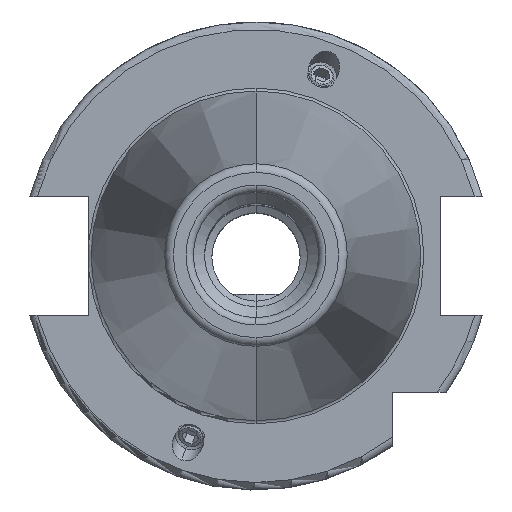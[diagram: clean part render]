
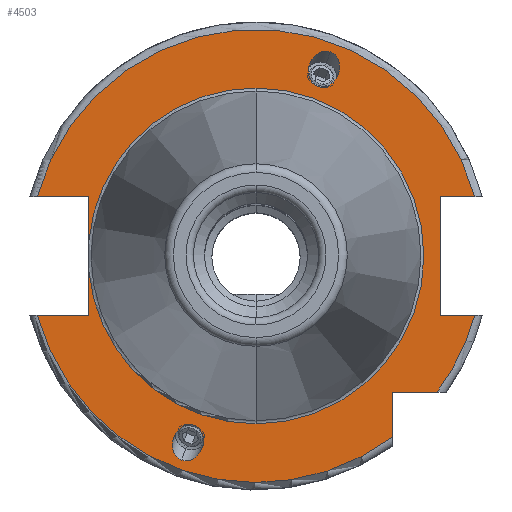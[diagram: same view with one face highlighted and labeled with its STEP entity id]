
A CAD part, top view. The second image highlights one B-rep face of the part: STEP entity #4503.
In plain terms, the highlighted planar face has unit normal (0, 0, 1).
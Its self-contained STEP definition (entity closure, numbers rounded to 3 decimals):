
#1309=CARTESIAN_POINT('',(0,0,15.9));
#1310=DIRECTION('',(0,0,1));
#1311=DIRECTION('',(0.965,0.262,0));
#1312=AXIS2_PLACEMENT_3D('',#1309,#1310,#1311);
#1360=CARTESIAN_POINT('',(0,0,15.9));
#1361=DIRECTION('',(0,0,1));
#1362=DIRECTION('',(-0.965,-0.262,0));
#1363=AXIS2_PLACEMENT_3D('',#1360,#1361,#1362);
#1376=DIRECTION('',(1,0,0));
#1377=VECTOR('',#1376,7.004);
#1378=CARTESIAN_POINT('',(-29.704,-8.05,15.9));
#1379=LINE('',#1378,#1377);
#1380=DIRECTION('',(0,1,0));
#1381=VECTOR('',#1380,5.917);
#1382=CARTESIAN_POINT('',(-22.7,-8.05,15.9));
#1383=LINE('',#1382,#1381);
#1384=DIRECTION('',(0,1,0));
#1385=VECTOR('',#1384,5.917);
#1386=CARTESIAN_POINT('',(-22.7,2.133,15.9));
#1387=LINE('',#1386,#1385);
#1388=DIRECTION('',(1,0,0));
#1389=VECTOR('',#1388,7.004);
#1390=CARTESIAN_POINT('',(-29.704,8.05,15.9));
#1391=LINE('',#1390,#1389);
#1392=DIRECTION('',(-1,0,0));
#1393=VECTOR('',#1392,4.704);
#1394=CARTESIAN_POINT('',(29.704,8.05,15.9));
#1395=LINE('',#1394,#1393);
#1396=DIRECTION('',(0,-1,0));
#1397=VECTOR('',#1396,16.1);
#1398=CARTESIAN_POINT('',(25,8.05,15.9));
#1399=LINE('',#1398,#1397);
#1400=DIRECTION('',(-1,0,0));
#1401=VECTOR('',#1400,4.704);
#1402=CARTESIAN_POINT('',(29.704,-8.05,15.9));
#1403=LINE('',#1402,#1401);
#1404=CARTESIAN_POINT('',(0,0,15.9));
#1405=DIRECTION('',(0,0,1));
#1406=DIRECTION('',(0.799,-0.601,0));
#1407=AXIS2_PLACEMENT_3D('',#1404,#1405,#1406);
#1409=DIRECTION('',(-1,0,0));
#1410=VECTOR('',#1409,6.094);
#1411=CARTESIAN_POINT('',(24.594,-18.5,15.9));
#1412=LINE('',#1411,#1410);
#1413=DIRECTION('',(0,1,0));
#1414=VECTOR('',#1413,6.094);
#1415=CARTESIAN_POINT('',(18.5,-24.594,15.9));
#1416=LINE('',#1415,#1414);
#1417=CARTESIAN_POINT('',(10.09,27.723,15.9));
#1418=CARTESIAN_POINT('',(9.863,27.806,15.9));
#1419=CARTESIAN_POINT('',(9.337,27.884,15.9));
#1420=CARTESIAN_POINT('',(8.455,27.594,15.9));
#1421=CARTESIAN_POINT('',(7.834,27.033,15.9));
#1422=CARTESIAN_POINT('',(7.483,26.49,15.9));
#1423=CARTESIAN_POINT('',(7.298,26.077,15.9));
#1424=CARTESIAN_POINT('',(7.174,25.641,15.9));
#1425=CARTESIAN_POINT('',(7.094,25.,15.9));
#1426=CARTESIAN_POINT('',(7.208,24.17,15.9));
#1427=CARTESIAN_POINT('',(7.698,23.381,15.9));
#1428=CARTESIAN_POINT('',(8.152,23.103,15.9));
#1429=CARTESIAN_POINT('',(8.379,23.02,15.9));
#1431=CARTESIAN_POINT('',(8.379,23.02,15.9));
#1432=CARTESIAN_POINT('',(8.606,22.937,15.9));
#1433=CARTESIAN_POINT('',(9.133,22.859,15.9));
#1434=CARTESIAN_POINT('',(10.014,23.149,15.9));
#1435=CARTESIAN_POINT('',(10.635,23.711,15.9));
#1436=CARTESIAN_POINT('',(10.986,24.253,15.9));
#1437=CARTESIAN_POINT('',(11.171,24.667,15.9));
#1438=CARTESIAN_POINT('',(11.295,25.103,15.9));
#1439=CARTESIAN_POINT('',(11.375,25.744,15.9));
#1440=CARTESIAN_POINT('',(11.261,26.573,15.9));
#1441=CARTESIAN_POINT('',(10.771,27.362,15.9));
#1442=CARTESIAN_POINT('',(10.318,27.641,15.9));
#1443=CARTESIAN_POINT('',(10.09,27.723,15.9));
#1445=CARTESIAN_POINT('',(-10.09,-27.723,15.9));
#1446=CARTESIAN_POINT('',(-10.318,-27.641,15.9));
#1447=CARTESIAN_POINT('',(-10.771,-27.362,15.9));
#1448=CARTESIAN_POINT('',(-11.261,-26.573,15.9));
#1449=CARTESIAN_POINT('',(-11.375,-25.744,15.9));
#1450=CARTESIAN_POINT('',(-11.295,-25.103,15.9));
#1451=CARTESIAN_POINT('',(-11.171,-24.667,15.9));
#1452=CARTESIAN_POINT('',(-10.986,-24.253,15.9));
#1453=CARTESIAN_POINT('',(-10.635,-23.711,15.9));
#1454=CARTESIAN_POINT('',(-10.014,-23.149,15.9));
#1455=CARTESIAN_POINT('',(-9.133,-22.859,15.9));
#1456=CARTESIAN_POINT('',(-8.606,-22.937,15.9));
#1457=CARTESIAN_POINT('',(-8.379,-23.02,15.9));
#1459=CARTESIAN_POINT('',(-8.379,-23.02,15.9));
#1460=CARTESIAN_POINT('',(-8.152,-23.103,15.9));
#1461=CARTESIAN_POINT('',(-7.698,-23.381,15.9));
#1462=CARTESIAN_POINT('',(-7.208,-24.17,15.9));
#1463=CARTESIAN_POINT('',(-7.094,-25.,15.9));
#1464=CARTESIAN_POINT('',(-7.174,-25.641,15.9));
#1465=CARTESIAN_POINT('',(-7.298,-26.077,15.9));
#1466=CARTESIAN_POINT('',(-7.483,-26.49,15.9));
#1467=CARTESIAN_POINT('',(-7.834,-27.033,15.9));
#1468=CARTESIAN_POINT('',(-8.455,-27.594,15.9));
#1469=CARTESIAN_POINT('',(-9.337,-27.884,15.9));
#1470=CARTESIAN_POINT('',(-9.863,-27.806,15.9));
#1471=CARTESIAN_POINT('',(-10.09,-27.723,15.9));
#1483=CARTESIAN_POINT('',(0,0,15.9));
#1484=DIRECTION('',(0,0,1));
#1485=DIRECTION('',(0,1,0));
#1486=AXIS2_PLACEMENT_3D('',#1483,#1484,#1485);
#1498=CARTESIAN_POINT('',(0,0,15.9));
#1499=DIRECTION('',(0,0,1));
#1500=DIRECTION('',(-0.996,-0.094,0));
#1501=AXIS2_PLACEMENT_3D('',#1498,#1499,#1500);
#1503=CARTESIAN_POINT('',(0,0,15.9));
#1504=DIRECTION('',(0,0,-1));
#1505=DIRECTION('',(0,1,0));
#1506=AXIS2_PLACEMENT_3D('',#1503,#1504,#1505);
#2776=CARTESIAN_POINT('',(0,22.8,15.9));
#2778=VERTEX_POINT('',#2776);
#2798=CARTESIAN_POINT('',(0,-22.8,15.9));
#2800=VERTEX_POINT('',#2798);
#2946=CARTESIAN_POINT('',(-29.704,-8.05,15.9));
#2947=CARTESIAN_POINT('',(-22.7,-8.05,15.9));
#2948=VERTEX_POINT('',#2946);
#2949=VERTEX_POINT('',#2947);
#2950=CARTESIAN_POINT('',(-22.7,-2.133,15.9));
#2951=VERTEX_POINT('',#2950);
#2952=CARTESIAN_POINT('',(-22.7,2.133,15.9));
#2953=CARTESIAN_POINT('',(-22.7,8.05,15.9));
#2954=VERTEX_POINT('',#2952);
#2955=VERTEX_POINT('',#2953);
#2956=CARTESIAN_POINT('',(-29.704,8.05,15.9));
#2957=VERTEX_POINT('',#2956);
#2958=CARTESIAN_POINT('',(25,8.05,15.9));
#2959=CARTESIAN_POINT('',(25,-8.05,15.9));
#2960=VERTEX_POINT('',#2958);
#2961=VERTEX_POINT('',#2959);
#2962=CARTESIAN_POINT('',(29.704,-8.05,15.9));
#2963=VERTEX_POINT('',#2962);
#2964=CARTESIAN_POINT('',(29.704,8.05,15.9));
#2965=VERTEX_POINT('',#2964);
#2966=CARTESIAN_POINT('',(18.5,-24.594,15.9));
#2967=CARTESIAN_POINT('',(18.5,-18.5,15.9));
#2968=VERTEX_POINT('',#2966);
#2969=VERTEX_POINT('',#2967);
#2970=CARTESIAN_POINT('',(24.594,-18.5,15.9));
#2971=VERTEX_POINT('',#2970);
#3060=VERTEX_POINT('',#1417);
#3061=VERTEX_POINT('',#1429);
#3117=CARTESIAN_POINT('',(-10.09,-27.723,15.9));
#3119=VERTEX_POINT('',#3117);
#3124=CARTESIAN_POINT('',(-8.379,-23.02,15.9));
#3125=VERTEX_POINT('',#3124);
#4463=CARTESIAN_POINT('',(0,0,15.9));
#4464=DIRECTION('',(0,0,-1));
#4465=DIRECTION('',(0,-1,0));
#4466=AXIS2_PLACEMENT_3D('',#4463,#4464,#4465);
#4467=PLANE('',#4466);
#4469=ORIENTED_EDGE('',*,*,#4468,.T.);
#4470=ORIENTED_EDGE('',*,*,#3777,.T.);
#4472=ORIENTED_EDGE('',*,*,#4471,.T.);
#4474=ORIENTED_EDGE('',*,*,#4473,.F.);
#4476=ORIENTED_EDGE('',*,*,#4475,.T.);
#4477=ORIENTED_EDGE('',*,*,#3773,.T.);
#4478=ORIENTED_EDGE('',*,*,#3811,.F.);
#4479=ORIENTED_EDGE('',*,*,#4440,.F.);
#4481=ORIENTED_EDGE('',*,*,#4480,.T.);
#4483=ORIENTED_EDGE('',*,*,#4482,.T.);
#4484=ORIENTED_EDGE('',*,*,#3364,.F.);
#4485=ORIENTED_EDGE('',*,*,#4430,.F.);
#4486=ORIENTED_EDGE('',*,*,#3865,.T.);
#4487=ORIENTED_EDGE('',*,*,#3916,.F.);
#4488=ORIENTED_EDGE('',*,*,#4457,.F.);
#4489=EDGE_LOOP('',(#4469,#4470,#4472,#4474,#4476,#4477,#4478,#4479,#4481,#4483,
#4484,#4485,#4486,#4487,#4488));
#4490=FACE_OUTER_BOUND('',#4489,.F.);
#4492=ORIENTED_EDGE('',*,*,#4491,.T.);
#4494=ORIENTED_EDGE('',*,*,#4493,.T.);
#4495=EDGE_LOOP('',(#4492,#4494));
#4496=FACE_BOUND('',#4495,.F.);
#4498=ORIENTED_EDGE('',*,*,#4497,.F.);
#4500=ORIENTED_EDGE('',*,*,#4499,.F.);
#4501=EDGE_LOOP('',(#4498,#4500));
#4502=FACE_BOUND('',#4501,.F.);
#4503=ADVANCED_FACE('',(#4490,#4496,#4502),#4467,.F.);
#1313=CIRCLE('',#1312,30.775);
#1364=CIRCLE('',#1363,30.775);
#1408=CIRCLE('',#1407,30.775);
#1430=B_SPLINE_CURVE_WITH_KNOTS('',3,(#1417,#1418,#1419,#1420,#1421,#1422,#1423,
#1424,#1425,#1426,#1427,#1428,#1429),.UNSPECIFIED.,.F.,.F.,(4,1,1,1,1,1,1,1,1,1,
4),(0,0.125,0.25,0.375,0.438,0.5,0.563,0.625,0.75,0.875,
1.0),.UNSPECIFIED.);
#1444=B_SPLINE_CURVE_WITH_KNOTS('',3,(#1431,#1432,#1433,#1434,#1435,#1436,#1437,
#1438,#1439,#1440,#1441,#1442,#1443),.UNSPECIFIED.,.F.,.F.,(4,1,1,1,1,1,1,1,1,1,
4),(0,0.125,0.25,0.375,0.438,0.5,0.563,0.625,0.75,0.875,
1.0),.UNSPECIFIED.);
#1458=B_SPLINE_CURVE_WITH_KNOTS('',3,(#1445,#1446,#1447,#1448,#1449,#1450,#1451,
#1452,#1453,#1454,#1455,#1456,#1457),.UNSPECIFIED.,.F.,.F.,(4,1,1,1,1,1,1,1,1,1,
4),(0,0.125,0.25,0.375,0.438,0.5,0.563,0.625,0.75,0.875,
1.0),.UNSPECIFIED.);
#1472=B_SPLINE_CURVE_WITH_KNOTS('',3,(#1459,#1460,#1461,#1462,#1463,#1464,#1465,
#1466,#1467,#1468,#1469,#1470,#1471),.UNSPECIFIED.,.F.,.F.,(4,1,1,1,1,1,1,1,1,1,
4),(0,0.125,0.25,0.375,0.438,0.5,0.563,0.625,0.75,0.875,
1.0),.UNSPECIFIED.);
#1487=CIRCLE('',#1486,22.8);
#1502=CIRCLE('',#1501,22.8);
#1507=CIRCLE('',#1506,22.8);
#3364=EDGE_CURVE('',#2963,#2961,#1403,.T.);
#3773=EDGE_CURVE('',#2954,#2955,#1387,.T.);
#3777=EDGE_CURVE('',#2949,#2951,#1383,.T.);
#3811=EDGE_CURVE('',#2957,#2955,#1391,.T.);
#3865=EDGE_CURVE('',#2971,#2969,#1412,.T.);
#3916=EDGE_CURVE('',#2968,#2969,#1416,.T.);
#4430=EDGE_CURVE('',#2971,#2963,#1408,.T.);
#4440=EDGE_CURVE('',#2965,#2957,#1313,.T.);
#4457=EDGE_CURVE('',#2948,#2968,#1364,.T.);
#4468=EDGE_CURVE('',#2948,#2949,#1379,.T.);
#4471=EDGE_CURVE('',#2951,#2800,#1502,.T.);
#4473=EDGE_CURVE('',#2778,#2800,#1507,.T.);
#4475=EDGE_CURVE('',#2778,#2954,#1487,.T.);
#4480=EDGE_CURVE('',#2965,#2960,#1395,.T.);
#4482=EDGE_CURVE('',#2960,#2961,#1399,.T.);
#4491=EDGE_CURVE('',#3060,#3061,#1430,.T.);
#4493=EDGE_CURVE('',#3061,#3060,#1444,.T.);
#4497=EDGE_CURVE('',#3119,#3125,#1458,.T.);
#4499=EDGE_CURVE('',#3125,#3119,#1472,.T.);
